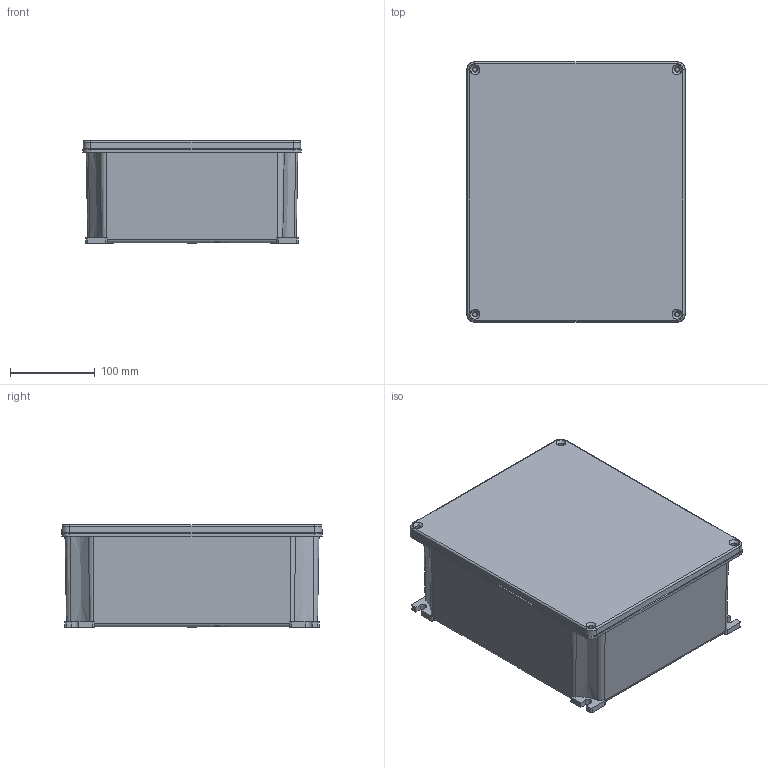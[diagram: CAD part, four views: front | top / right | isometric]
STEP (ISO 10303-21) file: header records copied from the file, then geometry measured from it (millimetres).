
FILE_DESCRIPTION((''),'2;1');
FILE_NAME('GW76266_SW0001','2021-04-01T11:20:20',('User'),('Axiro Italia'),'CREO PARAMETRIC BY PTC INC, 2020354','CREO PARAMETRIC BY PTC INC, 2020354','');
FILE_SCHEMA(('CONFIG_CONTROL_DESIGN'));
Length unit declared in the file: millimetre
Products named in the file (1): GW76266_SW0001
Bounding box: 257.2 x 307.2 x 121.35 mm (x, y, z)
Volume: 8802265.9 mm3; surface area: 291431.5 mm2
Topology: 1 solids, 1 shells, 177 faces, 476 edges, 312 vertices
Faces by surface type: plane 79, cylinder 54, cone 40, torus 4
Entity records: 5807 total; most frequent: CARTESIAN_POINT 1200, DIRECTION 978, ORIENTED_EDGE 952, EDGE_CURVE 476, AXIS2_PLACEMENT_3D 357, VERTEX_POINT 312, VECTOR 264, LINE 264
